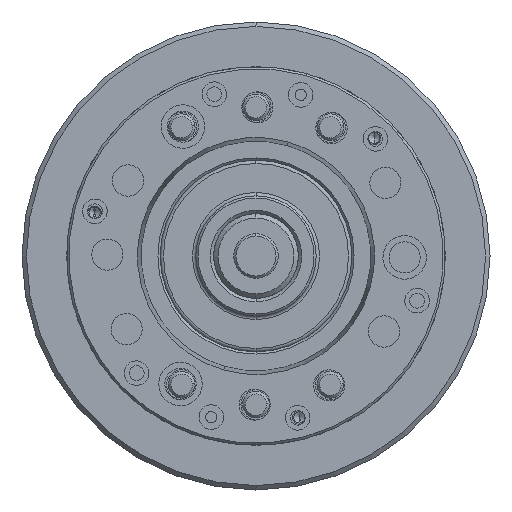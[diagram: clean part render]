
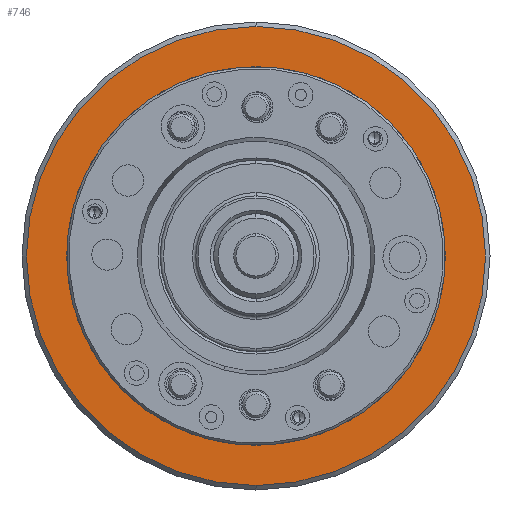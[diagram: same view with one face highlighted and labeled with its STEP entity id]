
A CAD part, left-side view. The second image highlights one B-rep face of the part: STEP entity #746.
In plain terms, the highlighted planar face has unit normal (-1, 0, 0).
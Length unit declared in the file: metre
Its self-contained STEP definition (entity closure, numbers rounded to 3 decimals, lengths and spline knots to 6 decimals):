
#248 = EDGE_LOOP ( 'NONE', ( #19469, #1277 ) ) ;
#746 = ADVANCED_FACE ( 'NONE', ( #28143, #8942 ), #16991, .F. ) ;
#1191 = EDGE_CURVE ( 'NONE', #21503, #3721, #28916, .T. ) ;
#1277 = ORIENTED_EDGE ( 'NONE', *, *, #24388, .T. ) ;
#1632 = DIRECTION ( 'NONE',  ( 0., 0., 1. ) ) ;
#1803 = CARTESIAN_POINT ( 'NONE',  ( 0., 0., 0. ) ) ;
#2910 = DIRECTION ( 'NONE',  ( 1., 0., 0. ) ) ;
#3352 = AXIS2_PLACEMENT_3D ( 'NONE', #25056, #10054, #27564 ) ;
#3721 = VERTEX_POINT ( 'NONE', #24409 ) ;
#4338 = AXIS2_PLACEMENT_3D ( 'NONE', #16425, #2910, #20452 ) ;
#4419 = VERTEX_POINT ( 'NONE', #7167 ) ;
#6379 = DIRECTION ( 'NONE',  ( -1., 0., 0. ) ) ;
#7167 = CARTESIAN_POINT ( 'NONE',  ( 0., 0., 0.103 ) ) ;
#7195 = ORIENTED_EDGE ( 'NONE', *, *, #1191, .F. ) ;
#8883 = CIRCLE ( 'NONE', #3352, 0.103 ) ;
#8942 = FACE_BOUND ( 'NONE', #14147, .T. ) ;
#10054 = DIRECTION ( 'NONE',  ( -1., 0., 0. ) ) ;
#11425 = EDGE_CURVE ( 'NONE', #22958, #4419, #21524, .T. ) ;
#12946 = ORIENTED_EDGE ( 'NONE', *, *, #13746, .F. ) ;
#13746 = EDGE_CURVE ( 'NONE', #3721, #21503, #17895, .T. ) ;
#14147 = EDGE_LOOP ( 'NONE', ( #12946, #7195 ) ) ;
#14699 = CARTESIAN_POINT ( 'NONE',  ( 0., 0., 0. ) ) ;
#15184 = AXIS2_PLACEMENT_3D ( 'NONE', #14699, #32272, #17219 ) ;
#16425 = CARTESIAN_POINT ( 'NONE',  ( 0., 0.085, 0. ) ) ;
#16504 = CARTESIAN_POINT ( 'NONE',  ( 0., 0., -0.103 ) ) ;
#16705 = DIRECTION ( 'NONE',  ( -1., 0., 0. ) ) ;
#16991 = PLANE ( 'NONE',  #4338 ) ;
#17219 = DIRECTION ( 'NONE',  ( 0., 0., -1. ) ) ;
#17453 = CARTESIAN_POINT ( 'NONE',  ( 0., 0., -0.085 ) ) ;
#17895 = CIRCLE ( 'NONE', #24717, 0.085 ) ;
#19469 = ORIENTED_EDGE ( 'NONE', *, *, #11425, .T. ) ;
#20452 = DIRECTION ( 'NONE',  ( 0., 0., -1. ) ) ;
#21503 = VERTEX_POINT ( 'NONE', #17453 ) ;
#21524 = CIRCLE ( 'NONE', #15184, 0.103 ) ;
#22958 = VERTEX_POINT ( 'NONE', #16504 ) ;
#24388 = EDGE_CURVE ( 'NONE', #4419, #22958, #8883, .T. ) ;
#24409 = CARTESIAN_POINT ( 'NONE',  ( 0., 0., 0.085 ) ) ;
#24717 = AXIS2_PLACEMENT_3D ( 'NONE', #31767, #16705, #1632 ) ;
#25056 = CARTESIAN_POINT ( 'NONE',  ( 0., 0., 0. ) ) ;
#27155 = DIRECTION ( 'NONE',  ( 0., 0., 1. ) ) ;
#27229 = AXIS2_PLACEMENT_3D ( 'NONE', #1803, #6379, #27155 ) ;
#27564 = DIRECTION ( 'NONE',  ( 0., 0., -1. ) ) ;
#28143 = FACE_OUTER_BOUND ( 'NONE', #248, .T. ) ;
#28916 = CIRCLE ( 'NONE', #27229, 0.085 ) ;
#31767 = CARTESIAN_POINT ( 'NONE',  ( 0., 0., 0. ) ) ;
#32272 = DIRECTION ( 'NONE',  ( -1., 0., 0. ) ) ;
